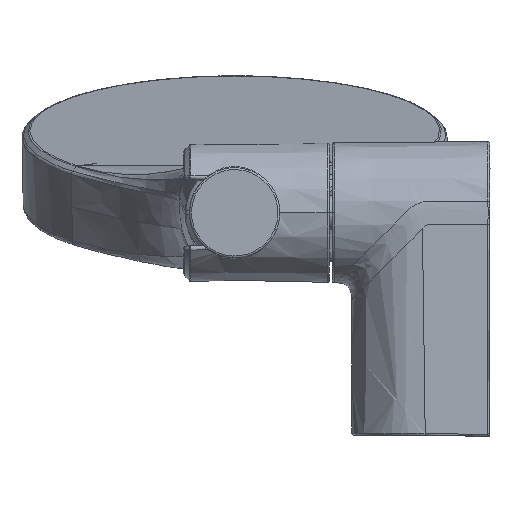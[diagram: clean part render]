
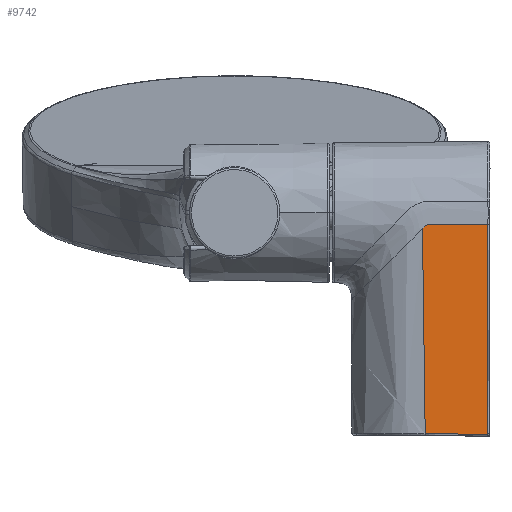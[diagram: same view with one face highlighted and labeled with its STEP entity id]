
A CAD part, front view. The second image highlights one B-rep face of the part: STEP entity #9742.
In plain terms, the highlighted conical face has half-angle 0.5 degrees and reference radius 2000 mm.
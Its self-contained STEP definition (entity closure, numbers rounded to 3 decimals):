
#345 = CARTESIAN_POINT ( 'NONE',  ( 39.439, -19.179, -56.995 ) ) ;
#394 = CARTESIAN_POINT ( 'NONE',  ( 39.533, -18.437, -3. ) ) ;
#405 = CARTESIAN_POINT ( 'NONE',  ( 39.49, -19.179, -56.973 ) ) ;
#410 = EDGE_CURVE ( 'NONE', #2076, #11014, #3103, .T. ) ;
#801 = VERTEX_POINT ( 'NONE', #1767 ) ;
#817 = CARTESIAN_POINT ( 'NONE',  ( 39.528, -19.179, -56.895 ) ) ;
#854 = ORIENTED_EDGE ( 'NONE', *, *, #4440, .T. ) ;
#1044 = ORIENTED_EDGE ( 'NONE', *, *, #410, .T. ) ;
#1558 = CARTESIAN_POINT ( 'NONE',  ( 39.528, -19.179, -56.895 ) ) ;
#1671 = CARTESIAN_POINT ( 'NONE',  ( 39.499, -19.179, -56.967 ) ) ;
#1765 = CARTESIAN_POINT ( 'NONE',  ( 29.564, -18.35, -3. ) ) ;
#1767 = CARTESIAN_POINT ( 'NONE',  ( 39.528, -19.179, -56.895 ) ) ;
#1783 = B_SPLINE_CURVE_WITH_KNOTS ( 'NONE', 3,
 ( #817, #14217, #4759, #3447 ),
 .UNSPECIFIED., .F., .F.,
 ( 4, 4 ),
 ( 0., 1. ),
 .UNSPECIFIED. ) ;
#2076 = VERTEX_POINT ( 'NONE', #394 ) ;
#2451 = CARTESIAN_POINT ( 'NONE',  ( 22.999, -18.313, -3.753 ) ) ;
#2478 = EDGE_CURVE ( 'NONE', #5048, #15424, #15054, .T. ) ;
#2504 = CARTESIAN_POINT ( 'NONE',  ( 23.166, -18.31, -3.586 ) ) ;
#2691 = EDGE_CURVE ( 'NONE', #4060, #15424, #7720, .T. ) ;
#2712 = ORIENTED_EDGE ( 'NONE', *, *, #6730, .T. ) ;
#2923 = EDGE_LOOP ( 'NONE', ( #16209, #854, #1044, #6777, #7852, #12369, #2712 ) ) ;
#2925 = CARTESIAN_POINT ( 'NONE',  ( 39.427, -19.178, -56.995 ) ) ;
#2983 = CARTESIAN_POINT ( 'NONE',  ( 39.519, -19.179, -56.939 ) ) ;
#3103 = B_SPLINE_CURVE_WITH_KNOTS ( 'NONE', 3,
 ( #16210, #4381, #1765, #13582 ),
 .UNSPECIFIED., .F., .F.,
 ( 4, 4 ),
 ( 0., 1. ),
 .UNSPECIFIED. ) ;
#3128 = CARTESIAN_POINT ( 'NONE',  ( 24.58, -18.306, -3. ) ) ;
#3447 = CARTESIAN_POINT ( 'NONE',  ( 39.533, -18.437, -3. ) ) ;
#3753 = LINE ( 'NONE', #13142, #8040 ) ;
#4060 = VERTEX_POINT ( 'NONE', #6398 ) ;
#4225 = CARTESIAN_POINT ( 'NONE',  ( 39.523, -19.179, -56.929 ) ) ;
#4313 = EDGE_CURVE ( 'NONE', #11014, #4060, #6086, .T. ) ;
#4381 = CARTESIAN_POINT ( 'NONE',  ( 34.548, -18.393, -3. ) ) ;
#4409 = CARTESIAN_POINT ( 'NONE',  ( 39.45, -19.179, -56.993 ) ) ;
#4440 = EDGE_CURVE ( 'NONE', #801, #2076, #1783, .T. ) ;
#4621 = CARTESIAN_POINT ( 'NONE',  ( 23.166, -18.31, -3.586 ) ) ;
#4759 = CARTESIAN_POINT ( 'NONE',  ( 39.541, -18.926, -20.961 ) ) ;
#5048 = VERTEX_POINT ( 'NONE', #5618 ) ;
#5277 = CARTESIAN_POINT ( 'NONE',  ( 23.367, -19.033, -39.257 ) ) ;
#5483 = CARTESIAN_POINT ( 'NONE',  ( 39.461, -19.179, -56.99 ) ) ;
#5546 = CARTESIAN_POINT ( 'NONE',  ( 39.528, -19.179, -56.902 ) ) ;
#5618 = CARTESIAN_POINT ( 'NONE',  ( 23.373, -19.038, -56.855 ) ) ;
#6086 = B_SPLINE_CURVE_WITH_KNOTS ( 'NONE', 3,
 ( #3128, #11144, #7248, #4621 ),
 .UNSPECIFIED., .F., .F.,
 ( 4, 4 ),
 ( 0., 1. ),
 .UNSPECIFIED. ) ;
#6197 = CARTESIAN_POINT ( 'NONE',  ( 24.58, -18.306, -3. ) ) ;
#6398 = CARTESIAN_POINT ( 'NONE',  ( 23.166, -18.31, -3.586 ) ) ;
#6498 = CARTESIAN_POINT ( 'NONE',  ( 23.131, -18.792, -21.659 ) ) ;
#6657 = VERTEX_POINT ( 'NONE', #13245 ) ;
#6730 = EDGE_CURVE ( 'NONE', #5048, #6657, #3753, .T. ) ;
#6777 = ORIENTED_EDGE ( 'NONE', *, *, #4313, .T. ) ;
#6847 = EDGE_CURVE ( 'NONE', #6657, #801, #12589, .T. ) ;
#7248 = CARTESIAN_POINT ( 'NONE',  ( 23.576, -18.302, -3.186 ) ) ;
#7720 = B_SPLINE_CURVE_WITH_KNOTS ( 'NONE', 3,
 ( #2504, #2451, #10709, #9401 ),
 .UNSPECIFIED., .F., .F.,
 ( 4, 4 ),
 ( 0., 1. ),
 .UNSPECIFIED. ) ;
#7766 = CARTESIAN_POINT ( 'NONE',  ( 23.373, -19.038, -56.855 ) ) ;
#7852 = ORIENTED_EDGE ( 'NONE', *, *, #2691, .T. ) ;
#8036 = AXIS2_PLACEMENT_3D ( 'NONE', #11247, #14675, #13485 ) ;
#8040 = VECTOR ( 'NONE', #8181, 1000. ) ;
#8181 = DIRECTION ( 'NONE',  ( 1., -0.009, -0.009 ) ) ;
#8980 = CONICAL_SURFACE ( 'NONE', #8036, 2000., 0.009 ) ;
#9401 = CARTESIAN_POINT ( 'NONE',  ( 22.666, -18.319, -4.086 ) ) ;
#9742 = ADVANCED_FACE ( 'NONE', ( #14082 ), #8980, .T. ) ;
#10280 = CARTESIAN_POINT ( 'NONE',  ( 22.666, -18.319, -4.086 ) ) ;
#10709 = CARTESIAN_POINT ( 'NONE',  ( 22.833, -18.316, -3.919 ) ) ;
#11014 = VERTEX_POINT ( 'NONE', #6197 ) ;
#11144 = CARTESIAN_POINT ( 'NONE',  ( 24.013, -18.301, -3.007 ) ) ;
#11247 = CARTESIAN_POINT ( 'NONE',  ( 40., 1980.817, -57.5 ) ) ;
#12048 = CARTESIAN_POINT ( 'NONE',  ( 39.507, -19.179, -56.958 ) ) ;
#12369 = ORIENTED_EDGE ( 'NONE', *, *, #2478, .F. ) ;
#12589 = B_SPLINE_CURVE_WITH_KNOTS ( 'NONE', 3,
 ( #2925, #345, #4409, #5483, #15940, #14861, #405, #1671, #12048, #13365, #2983, #4225, #13488, #13550, #5546, #1558 ),
 .UNSPECIFIED., .F., .F.,
 ( 4, 3, 3, 3, 3, 4 ),
 ( 0., 0.214, 0.428, 0.642, 0.855, 1. ),
 .UNSPECIFIED. ) ;
#13142 = CARTESIAN_POINT ( 'NONE',  ( 31.4, -19.108, -56.925 ) ) ;
#13245 = CARTESIAN_POINT ( 'NONE',  ( 39.427, -19.178, -56.995 ) ) ;
#13365 = CARTESIAN_POINT ( 'NONE',  ( 39.513, -19.179, -56.949 ) ) ;
#13485 = DIRECTION ( 'NONE',  ( 0., 0., -1. ) ) ;
#13488 = CARTESIAN_POINT ( 'NONE',  ( 39.526, -19.179, -56.918 ) ) ;
#13550 = CARTESIAN_POINT ( 'NONE',  ( 39.527, -19.179, -56.91 ) ) ;
#13582 = CARTESIAN_POINT ( 'NONE',  ( 24.58, -18.306, -3. ) ) ;
#14055 = CARTESIAN_POINT ( 'NONE',  ( 22.666, -18.319, -4.086 ) ) ;
#14082 = FACE_OUTER_BOUND ( 'NONE', #2923, .T. ) ;
#14217 = CARTESIAN_POINT ( 'NONE',  ( 39.526, -19.174, -38.927 ) ) ;
#14675 = DIRECTION ( 'NONE',  ( 1., 0., 0. ) ) ;
#14861 = CARTESIAN_POINT ( 'NONE',  ( 39.481, -19.179, -56.98 ) ) ;
#15054 = B_SPLINE_CURVE_WITH_KNOTS ( 'NONE', 3,
 ( #7766, #5277, #6498, #10280 ),
 .UNSPECIFIED., .F., .F.,
 ( 4, 4 ),
 ( 0., 1. ),
 .UNSPECIFIED. ) ;
#15424 = VERTEX_POINT ( 'NONE', #14055 ) ;
#15940 = CARTESIAN_POINT ( 'NONE',  ( 39.471, -19.179, -56.986 ) ) ;
#16209 = ORIENTED_EDGE ( 'NONE', *, *, #6847, .T. ) ;
#16210 = CARTESIAN_POINT ( 'NONE',  ( 39.533, -18.437, -3. ) ) ;
